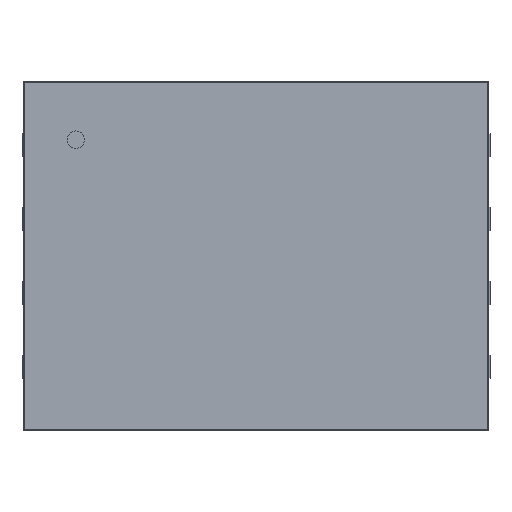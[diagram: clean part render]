
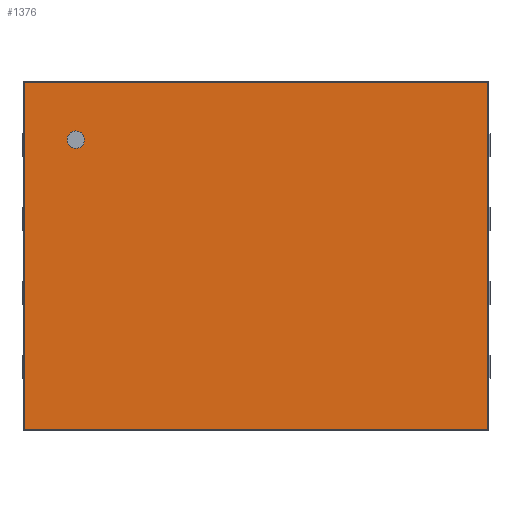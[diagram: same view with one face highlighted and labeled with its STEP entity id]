
A CAD part, top view. The second image highlights one B-rep face of the part: STEP entity #1376.
In plain terms, the highlighted planar face has unit normal (0, 0, 1).
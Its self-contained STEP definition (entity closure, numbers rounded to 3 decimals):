
#14=FACE_BOUND('',#507,.T.);
#18=PLANE('',#1481);
#73=LINE('',#1979,#238);
#79=LINE('',#2008,#244);
#81=LINE('',#2011,#246);
#83=LINE('',#2014,#248);
#238=VECTOR('',#1594,10.);
#244=VECTOR('',#1626,10.);
#246=VECTOR('',#1630,10.);
#248=VECTOR('',#1634,10.);
#431=FACE_OUTER_BOUND('',#506,.T.);
#506=EDGE_LOOP('',(#1004,#1005,#1006,#1007));
#507=EDGE_LOOP('',(#1008));
#585=CIRCLE('',#1482,0.15);
#606=VERTEX_POINT('',#1954);
#611=VERTEX_POINT('',#1967);
#616=VERTEX_POINT('',#1983);
#621=VERTEX_POINT('',#1996);
#641=VERTEX_POINT('',#2053);
#747=EDGE_CURVE('',#606,#611,#73,.T.);
#761=EDGE_CURVE('',#611,#621,#79,.T.);
#763=EDGE_CURVE('',#621,#616,#81,.T.);
#765=EDGE_CURVE('',#616,#606,#83,.T.);
#785=EDGE_CURVE('',#641,#641,#585,.T.);
#1004=ORIENTED_EDGE('',*,*,#747,.F.);
#1005=ORIENTED_EDGE('',*,*,#765,.F.);
#1006=ORIENTED_EDGE('',*,*,#763,.F.);
#1007=ORIENTED_EDGE('',*,*,#761,.F.);
#1008=ORIENTED_EDGE('',*,*,#785,.T.);
#1376=ADVANCED_FACE('',(#431,#14),#18,.T.);
#1481=AXIS2_PLACEMENT_3D('',#2052,#1658,#1659);
#1482=AXIS2_PLACEMENT_3D('',#2054,#1660,#1661);
#1594=DIRECTION('',(1.,0.,0.));
#1626=DIRECTION('',(0.,-1.,0.));
#1630=DIRECTION('',(-1.,0.,0.));
#1634=DIRECTION('',(0.,1.,0.));
#1658=DIRECTION('center_axis',(0.,0.,1.));
#1659=DIRECTION('ref_axis',(1.,0.,0.));
#1660=DIRECTION('center_axis',(0.,0.,-1.));
#1661=DIRECTION('ref_axis',(-1.,0.,0.));
#1954=CARTESIAN_POINT('',(-3.99,2.99,1.));
#1967=CARTESIAN_POINT('',(3.99,2.99,1.));
#1979=CARTESIAN_POINT('',(2.,2.99,1.));
#1983=CARTESIAN_POINT('',(-3.99,-2.99,1.));
#1996=CARTESIAN_POINT('',(3.99,-2.99,1.));
#2008=CARTESIAN_POINT('',(3.99,-1.5,1.));
#2011=CARTESIAN_POINT('',(-2.,-2.99,1.));
#2014=CARTESIAN_POINT('',(-3.99,1.5,1.));
#2052=CARTESIAN_POINT('Origin',(0.,0.,1.));
#2053=CARTESIAN_POINT('',(-2.95,2.,1.));
#2054=CARTESIAN_POINT('Origin',(-3.1,2.,1.));
